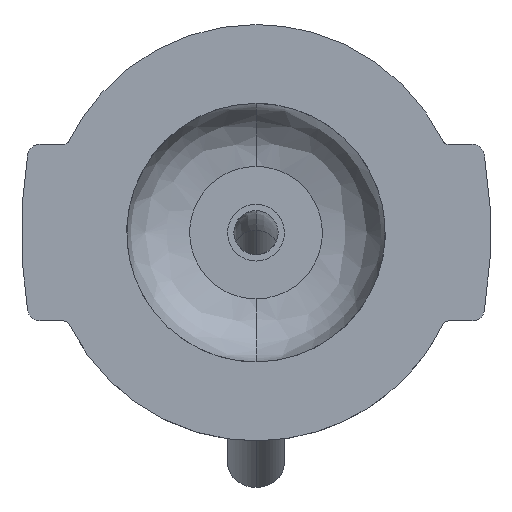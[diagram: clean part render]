
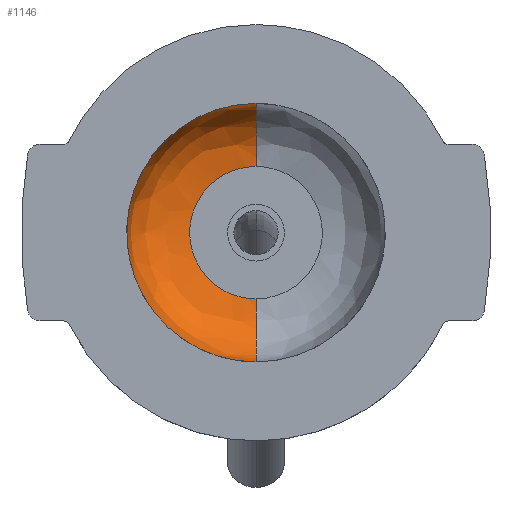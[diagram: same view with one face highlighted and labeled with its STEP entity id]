
A CAD part, front view. The second image highlights one B-rep face of the part: STEP entity #1146.
In plain terms, the highlighted free-form (B-spline) face has degree [2, 2] with [5, 3] control points.
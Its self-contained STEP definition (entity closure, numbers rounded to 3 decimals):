
#1146 = ADVANCED_FACE('',(#1147),#1185,.F.);
#1147 = FACE_BOUND('',#1148,.F.);
#1148 = EDGE_LOOP('',(#1149,#1159,#1169,#1177));
#1149 = ORIENTED_EDGE('',*,*,#1150,.T.);
#1150 = EDGE_CURVE('',#1151,#1153,#1155,.T.);
#1151 = VERTEX_POINT('',#1152);
#1152 = CARTESIAN_POINT('',(0.,-14.72,-1.344));
#1153 = VERTEX_POINT('',#1154);
#1154 = CARTESIAN_POINT('',(0.,-16.,-2.624));
#1155 = ( BOUNDED_CURVE() B_SPLINE_CURVE(2,(#1156,#1157,#1158),
.UNSPECIFIED.,.F.,.F.) B_SPLINE_CURVE_WITH_KNOTS((3,3),(1.571,
3.142),.PIECEWISE_BEZIER_KNOTS.) CURVE() 
GEOMETRIC_REPRESENTATION_ITEM() RATIONAL_B_SPLINE_CURVE((1.,
0.707,1.)) REPRESENTATION_ITEM('') );
#1156 = CARTESIAN_POINT('',(0.,-14.72,-1.344));
#1157 = CARTESIAN_POINT('',(0.,-14.72,-2.624));
#1158 = CARTESIAN_POINT('',(0.,-16.,-2.624));
#1159 = ORIENTED_EDGE('',*,*,#1160,.T.);
#1160 = EDGE_CURVE('',#1153,#1161,#1163,.T.);
#1161 = VERTEX_POINT('',#1162);
#1162 = CARTESIAN_POINT('',(0.,-16.,
    2.624));
#1163 = ( BOUNDED_CURVE() B_SPLINE_CURVE(2,(#1164,#1165,#1166,#1167,
#1168),.UNSPECIFIED.,.F.,.F.) B_SPLINE_CURVE_WITH_KNOTS((3,2,3),(0.,
1.571,3.142),.PIECEWISE_BEZIER_KNOTS.) CURVE() 
GEOMETRIC_REPRESENTATION_ITEM() RATIONAL_B_SPLINE_CURVE((1.,
0.707,1.,0.707,1.)) REPRESENTATION_ITEM('') );
#1164 = CARTESIAN_POINT('',(0.,-16.,-2.624));
#1165 = CARTESIAN_POINT('',(-2.624,-16.,
    -2.624));
#1166 = CARTESIAN_POINT('',(-2.624,-16.,
    0.));
#1167 = CARTESIAN_POINT('',(-2.624,-16.,
    2.624));
#1168 = CARTESIAN_POINT('',(0.,-16.,
    2.624));
#1169 = ORIENTED_EDGE('',*,*,#1170,.F.);
#1170 = EDGE_CURVE('',#1171,#1161,#1173,.T.);
#1171 = VERTEX_POINT('',#1172);
#1172 = CARTESIAN_POINT('',(0.,-14.72,
    1.344));
#1173 = ( BOUNDED_CURVE() B_SPLINE_CURVE(2,(#1174,#1175,#1176),
.UNSPECIFIED.,.F.,.F.) B_SPLINE_CURVE_WITH_KNOTS((3,3),(1.571,
3.142),.PIECEWISE_BEZIER_KNOTS.) CURVE() 
GEOMETRIC_REPRESENTATION_ITEM() RATIONAL_B_SPLINE_CURVE((1.,
0.707,1.)) REPRESENTATION_ITEM('') );
#1174 = CARTESIAN_POINT('',(0.,-14.72,
    1.344));
#1175 = CARTESIAN_POINT('',(0.,-14.72,
    2.624));
#1176 = CARTESIAN_POINT('',(0.,-16.,
    2.624));
#1177 = ORIENTED_EDGE('',*,*,#1178,.T.);
#1178 = EDGE_CURVE('',#1171,#1151,#1179,.T.);
#1179 = ( BOUNDED_CURVE() B_SPLINE_CURVE(2,(#1180,#1181,#1182,#1183,
#1184),.UNSPECIFIED.,.F.,.F.) B_SPLINE_CURVE_WITH_KNOTS((3,2,3),(
    3.142,4.712,6.283),
.PIECEWISE_BEZIER_KNOTS.) CURVE() GEOMETRIC_REPRESENTATION_ITEM() 
RATIONAL_B_SPLINE_CURVE((1.,0.707,1.,0.707,1.)) 
REPRESENTATION_ITEM('') );
#1180 = CARTESIAN_POINT('',(0.,-14.72,
    1.344));
#1181 = CARTESIAN_POINT('',(-1.344,-14.72,
    1.344));
#1182 = CARTESIAN_POINT('',(-1.344,-14.72,
    0.));
#1183 = CARTESIAN_POINT('',(-1.344,-14.72,
    -1.344));
#1184 = CARTESIAN_POINT('',(0.,-14.72,
    -1.344));
#1185 = ( BOUNDED_SURFACE() B_SPLINE_SURFACE(2,2,(
    (#1186,#1187,#1188)
    ,(#1189,#1190,#1191)
    ,(#1192,#1193,#1194)
    ,(#1195,#1196,#1197)
    ,(#1198,#1199,#1200
)),.UNSPECIFIED.,.F.,.F.,.F.) B_SPLINE_SURFACE_WITH_KNOTS((3,2,3),(3,3),
  (3.142,4.712,6.283),(4.712,
    6.283),.PIECEWISE_BEZIER_KNOTS.) 
GEOMETRIC_REPRESENTATION_ITEM() RATIONAL_B_SPLINE_SURFACE((
    (1.,0.707,1.)
    ,(0.707,0.5,0.707)
    ,(1.,0.707,1.)
    ,(0.707,0.5,0.707)
,(1.,0.707,1.))) REPRESENTATION_ITEM('') SURFACE() );
#1186 = CARTESIAN_POINT('',(0.,-14.72,
    1.344));
#1187 = CARTESIAN_POINT('',(0.,-14.72,
    2.624));
#1188 = CARTESIAN_POINT('',(0.,-16.,
    2.624));
#1189 = CARTESIAN_POINT('',(-1.344,-14.72,
    1.344));
#1190 = CARTESIAN_POINT('',(-2.624,-14.72,
    2.624));
#1191 = CARTESIAN_POINT('',(-2.624,-16.,
    2.624));
#1192 = CARTESIAN_POINT('',(-1.344,-14.72,
    0.));
#1193 = CARTESIAN_POINT('',(-2.624,-14.72,
    0.));
#1194 = CARTESIAN_POINT('',(-2.624,-16.,
    0.));
#1195 = CARTESIAN_POINT('',(-1.344,-14.72,
    -1.344));
#1196 = CARTESIAN_POINT('',(-2.624,-14.72,
    -2.624));
#1197 = CARTESIAN_POINT('',(-2.624,-16.,
    -2.624));
#1198 = CARTESIAN_POINT('',(0.,-14.72,
    -1.344));
#1199 = CARTESIAN_POINT('',(0.,-14.72,
    -2.624));
#1200 = CARTESIAN_POINT('',(0.,-16.,
    -2.624));
